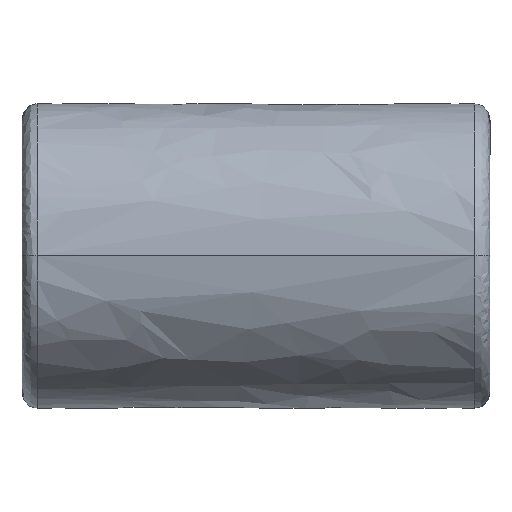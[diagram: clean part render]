
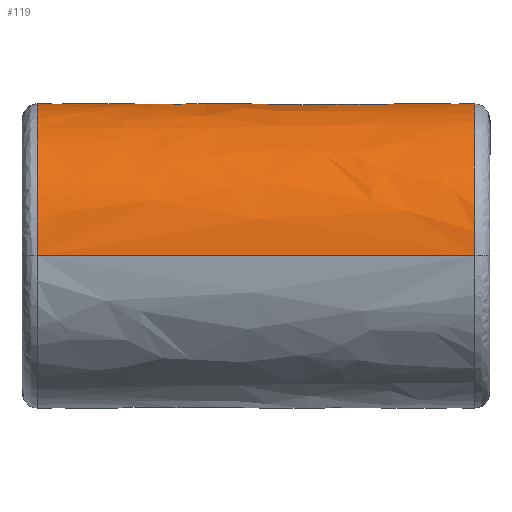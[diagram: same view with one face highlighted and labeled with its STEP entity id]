
A CAD part, top view. The second image highlights one B-rep face of the part: STEP entity #119.
In plain terms, the highlighted free-form (B-spline) face has degree [2, 1] with [5, 2] control points.
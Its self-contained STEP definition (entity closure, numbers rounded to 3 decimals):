
#119 = ADVANCED_FACE('',(#120,#162,#204),#268,.T.);
#120 = FACE_BOUND('',#121,.T.);
#121 = EDGE_LOOP('',(#122,#147));
#122 = ORIENTED_EDGE('',*,*,#123,.T.);
#123 = EDGE_CURVE('',#124,#126,#128,.T.);
#124 = VERTEX_POINT('',#125);
#125 = CARTESIAN_POINT('',(2.489,1.996,0.887));
#126 = VERTEX_POINT('',#127);
#127 = CARTESIAN_POINT('',(3.81,1.996,0.887));
#128 = B_SPLINE_CURVE_WITH_KNOTS('',3,(#129,#130,#131,#132,#133,#134,
    #135,#136,#137,#138,#139,#140,#141,#142,#143,#144,#145,#146),
  .UNSPECIFIED.,.F.,.F.,(4,2,2,2,2,2,2,2,4),(0.001,
    0.002,0.002,0.003,
    0.003,0.004,0.004,
    0.005,0.005),.UNSPECIFIED.);
#129 = CARTESIAN_POINT('',(2.489,1.996,0.887));
#130 = CARTESIAN_POINT('',(2.423,1.88,0.821)
  );
#131 = CARTESIAN_POINT('',(2.387,1.744,0.751)
  );
#132 = CARTESIAN_POINT('',(2.385,1.465,0.629)
  );
#133 = CARTESIAN_POINT('',(2.42,1.318,0.575)
  );
#134 = CARTESIAN_POINT('',(2.55,1.063,0.495)
  );
#135 = CARTESIAN_POINT('',(2.646,0.95,0.468)
  );
#136 = CARTESIAN_POINT('',(2.878,0.795,0.433)
  );
#137 = CARTESIAN_POINT('',(3.013,0.752,0.425)
  );
#138 = CARTESIAN_POINT('',(3.284,0.752,0.425));
#139 = CARTESIAN_POINT('',(3.42,0.795,0.433));
#140 = CARTESIAN_POINT('',(3.652,0.949,0.467)
  );
#141 = CARTESIAN_POINT('',(3.748,1.06,0.495)
  );
#142 = CARTESIAN_POINT('',(3.88,1.318,0.575)
  );
#143 = CARTESIAN_POINT('',(3.914,1.462,0.628)
  );
#144 = CARTESIAN_POINT('',(3.912,1.744,0.751)
  );
#145 = CARTESIAN_POINT('',(3.876,1.88,0.821)
  );
#146 = CARTESIAN_POINT('',(3.81,1.996,0.887));
#147 = ORIENTED_EDGE('',*,*,#148,.T.);
#148 = EDGE_CURVE('',#126,#124,#149,.T.);
#149 = B_SPLINE_CURVE_WITH_KNOTS('',3,(#150,#151,#152,#153,#154,#155,
    #156,#157,#158,#159,#160,#161),.UNSPECIFIED.,.F.,.F.,(4,2,2,2,2,4),(
    0.005,0.006,0.006,
    0.006,0.007,0.007),
  .UNSPECIFIED.);
#150 = CARTESIAN_POINT('',(3.81,1.996,0.887));
#151 = CARTESIAN_POINT('',(3.744,2.11,0.953)
  );
#152 = CARTESIAN_POINT('',(3.648,2.204,1.015)
  );
#153 = CARTESIAN_POINT('',(3.418,2.332,1.103)
  );
#154 = CARTESIAN_POINT('',(3.285,2.366,1.129)
  );
#155 = CARTESIAN_POINT('',(3.082,2.366,1.129)
  );
#156 = CARTESIAN_POINT('',(3.016,2.358,1.123)
  );
#157 = CARTESIAN_POINT('',(2.887,2.325,1.099)
  );
#158 = CARTESIAN_POINT('',(2.824,2.3,1.081)
  );
#159 = CARTESIAN_POINT('',(2.652,2.205,1.016)
  );
#160 = CARTESIAN_POINT('',(2.555,2.11,0.953)
  );
#161 = CARTESIAN_POINT('',(2.489,1.996,0.887));
#162 = FACE_BOUND('',#163,.T.);
#163 = EDGE_LOOP('',(#164,#189));
#164 = ORIENTED_EDGE('',*,*,#165,.T.);
#165 = EDGE_CURVE('',#166,#168,#170,.T.);
#166 = VERTEX_POINT('',#167);
#167 = CARTESIAN_POINT('',(-3.81,1.996,0.887));
#168 = VERTEX_POINT('',#169);
#169 = CARTESIAN_POINT('',(-2.489,1.996,0.887));
#170 = B_SPLINE_CURVE_WITH_KNOTS('',3,(#171,#172,#173,#174,#175,#176,
    #177,#178,#179,#180,#181,#182,#183,#184,#185,#186,#187,#188),
  .UNSPECIFIED.,.F.,.F.,(4,2,2,2,2,2,2,2,4),(0.001,
    0.002,0.002,0.003,
    0.003,0.004,0.004,
    0.005,0.005),.UNSPECIFIED.);
#171 = CARTESIAN_POINT('',(-3.81,1.996,0.887));
#172 = CARTESIAN_POINT('',(-3.876,1.88,0.821
    ));
#173 = CARTESIAN_POINT('',(-3.912,1.744,0.751)
  );
#174 = CARTESIAN_POINT('',(-3.914,1.465,0.629
    ));
#175 = CARTESIAN_POINT('',(-3.879,1.318,0.575)
  );
#176 = CARTESIAN_POINT('',(-3.75,1.063,0.495
    ));
#177 = CARTESIAN_POINT('',(-3.653,0.95,0.468
    ));
#178 = CARTESIAN_POINT('',(-3.421,0.795,0.433)
  );
#179 = CARTESIAN_POINT('',(-3.286,0.752,0.425)
  );
#180 = CARTESIAN_POINT('',(-3.015,0.752,0.425)
  );
#181 = CARTESIAN_POINT('',(-2.879,0.795,0.433)
  );
#182 = CARTESIAN_POINT('',(-2.647,0.949,0.467
    ));
#183 = CARTESIAN_POINT('',(-2.551,1.06,0.495
    ));
#184 = CARTESIAN_POINT('',(-2.42,1.318,0.575
    ));
#185 = CARTESIAN_POINT('',(-2.386,1.462,0.628
    ));
#186 = CARTESIAN_POINT('',(-2.387,1.744,0.751)
  );
#187 = CARTESIAN_POINT('',(-2.423,1.88,0.821
    ));
#188 = CARTESIAN_POINT('',(-2.489,1.996,0.887));
#189 = ORIENTED_EDGE('',*,*,#190,.T.);
#190 = EDGE_CURVE('',#168,#166,#191,.T.);
#191 = B_SPLINE_CURVE_WITH_KNOTS('',3,(#192,#193,#194,#195,#196,#197,
    #198,#199,#200,#201,#202,#203),.UNSPECIFIED.,.F.,.F.,(4,2,2,2,2,4),(
    0.005,0.006,0.006,
    0.006,0.007,0.007),
  .UNSPECIFIED.);
#192 = CARTESIAN_POINT('',(-2.489,1.996,0.887));
#193 = CARTESIAN_POINT('',(-2.555,2.11,0.953)
  );
#194 = CARTESIAN_POINT('',(-2.651,2.204,1.015
    ));
#195 = CARTESIAN_POINT('',(-2.881,2.332,1.103
    ));
#196 = CARTESIAN_POINT('',(-3.014,2.366,1.129
    ));
#197 = CARTESIAN_POINT('',(-3.217,2.366,1.129
    ));
#198 = CARTESIAN_POINT('',(-3.283,2.358,1.123)
  );
#199 = CARTESIAN_POINT('',(-3.413,2.325,1.099
    ));
#200 = CARTESIAN_POINT('',(-3.475,2.3,1.081
    ));
#201 = CARTESIAN_POINT('',(-3.647,2.205,1.016
    ));
#202 = CARTESIAN_POINT('',(-3.744,2.11,0.953
    ));
#203 = CARTESIAN_POINT('',(-3.81,1.996,0.887));
#204 = FACE_BOUND('',#205,.T.);
#205 = EDGE_LOOP('',(#206,#218,#225,#235,#242,#249,#256,#263));
#206 = ORIENTED_EDGE('',*,*,#207,.T.);
#207 = EDGE_CURVE('',#208,#210,#212,.T.);
#208 = VERTEX_POINT('',#209);
#209 = CARTESIAN_POINT('',(-5.748,0.,0.354));
#210 = VERTEX_POINT('',#211);
#211 = CARTESIAN_POINT('',(-5.748,0.,8.354));
#212 = ( BOUNDED_CURVE() B_SPLINE_CURVE(2,(#213,#214,#215,#216,#217),
.UNSPECIFIED.,.F.,.F.) B_SPLINE_CURVE_WITH_KNOTS((3,2,3),(0.,
1.571,3.142),.PIECEWISE_BEZIER_KNOTS.) CURVE() 
GEOMETRIC_REPRESENTATION_ITEM() RATIONAL_B_SPLINE_CURVE((1.,
0.707,1.,0.707,1.)) REPRESENTATION_ITEM('') );
#213 = CARTESIAN_POINT('',(-5.748,0.,0.354));
#214 = CARTESIAN_POINT('',(-5.748,4.,0.354));
#215 = CARTESIAN_POINT('',(-5.748,4.,4.354));
#216 = CARTESIAN_POINT('',(-5.748,4.,8.354));
#217 = CARTESIAN_POINT('',(-5.748,0.,8.354));
#218 = ORIENTED_EDGE('',*,*,#219,.T.);
#219 = EDGE_CURVE('',#210,#220,#222,.T.);
#220 = VERTEX_POINT('',#221);
#221 = CARTESIAN_POINT('',(5.748,0.,8.354));
#222 = B_SPLINE_CURVE_WITH_KNOTS('',1,(#223,#224),.UNSPECIFIED.,.F.,.F.,
  (2,2),(-7.3,7.3),.PIECEWISE_BEZIER_KNOTS.);
#223 = CARTESIAN_POINT('',(-5.748,0.,8.354));
#224 = CARTESIAN_POINT('',(5.748,0.,8.354));
#225 = ORIENTED_EDGE('',*,*,#226,.T.);
#226 = EDGE_CURVE('',#220,#227,#229,.T.);
#227 = VERTEX_POINT('',#228);
#228 = CARTESIAN_POINT('',(5.748,0.,0.354));
#229 = ( BOUNDED_CURVE() B_SPLINE_CURVE(2,(#230,#231,#232,#233,#234),
.UNSPECIFIED.,.F.,.F.) B_SPLINE_CURVE_WITH_KNOTS((3,2,3),(3.142,
4.712,6.283),.PIECEWISE_BEZIER_KNOTS.) CURVE() 
GEOMETRIC_REPRESENTATION_ITEM() RATIONAL_B_SPLINE_CURVE((1.,
0.707,1.,0.707,1.)) REPRESENTATION_ITEM('') );
#230 = CARTESIAN_POINT('',(5.748,0.,8.354));
#231 = CARTESIAN_POINT('',(5.748,4.,8.354));
#232 = CARTESIAN_POINT('',(5.748,4.,4.354));
#233 = CARTESIAN_POINT('',(5.748,4.,0.354));
#234 = CARTESIAN_POINT('',(5.748,0.,0.354));
#235 = ORIENTED_EDGE('',*,*,#236,.F.);
#236 = EDGE_CURVE('',#237,#227,#239,.T.);
#237 = VERTEX_POINT('',#238);
#238 = CARTESIAN_POINT('',(5.32,0.,0.354));
#239 = B_SPLINE_CURVE_WITH_KNOTS('',1,(#240,#241),.UNSPECIFIED.,.F.,.F.,
  (2,2),(-7.3,7.3),.PIECEWISE_BEZIER_KNOTS.);
#240 = CARTESIAN_POINT('',(-5.748,0.,0.354));
#241 = CARTESIAN_POINT('',(5.748,0.,0.354));
#242 = ORIENTED_EDGE('',*,*,#243,.F.);
#243 = EDGE_CURVE('',#244,#237,#246,.T.);
#244 = VERTEX_POINT('',#245);
#245 = CARTESIAN_POINT('',(4.68,0.,0.354));
#246 = B_SPLINE_CURVE_WITH_KNOTS('',1,(#247,#248),.UNSPECIFIED.,.F.,.F.,
  (2,2),(-7.3,7.3),.PIECEWISE_BEZIER_KNOTS.);
#247 = CARTESIAN_POINT('',(-5.748,0.,0.354));
#248 = CARTESIAN_POINT('',(5.748,0.,0.354));
#249 = ORIENTED_EDGE('',*,*,#250,.F.);
#250 = EDGE_CURVE('',#251,#244,#253,.T.);
#251 = VERTEX_POINT('',#252);
#252 = CARTESIAN_POINT('',(-4.68,0.,0.354));
#253 = B_SPLINE_CURVE_WITH_KNOTS('',1,(#254,#255),.UNSPECIFIED.,.F.,.F.,
  (2,2),(-7.3,7.3),.PIECEWISE_BEZIER_KNOTS.);
#254 = CARTESIAN_POINT('',(-5.748,0.,0.354));
#255 = CARTESIAN_POINT('',(5.748,0.,0.354));
#256 = ORIENTED_EDGE('',*,*,#257,.F.);
#257 = EDGE_CURVE('',#258,#251,#260,.T.);
#258 = VERTEX_POINT('',#259);
#259 = CARTESIAN_POINT('',(-5.32,0.,0.354));
#260 = B_SPLINE_CURVE_WITH_KNOTS('',1,(#261,#262),.UNSPECIFIED.,.F.,.F.,
  (2,2),(-7.3,7.3),.PIECEWISE_BEZIER_KNOTS.);
#261 = CARTESIAN_POINT('',(-5.748,0.,0.354));
#262 = CARTESIAN_POINT('',(5.748,0.,0.354));
#263 = ORIENTED_EDGE('',*,*,#264,.F.);
#264 = EDGE_CURVE('',#208,#258,#265,.T.);
#265 = B_SPLINE_CURVE_WITH_KNOTS('',1,(#266,#267),.UNSPECIFIED.,.F.,.F.,
  (2,2),(-7.3,7.3),.PIECEWISE_BEZIER_KNOTS.);
#266 = CARTESIAN_POINT('',(-5.748,0.,0.354));
#267 = CARTESIAN_POINT('',(5.748,0.,0.354));
#268 = ( BOUNDED_SURFACE() B_SPLINE_SURFACE(2,1,(
    (#269,#270)
    ,(#271,#272)
    ,(#273,#274)
    ,(#275,#276)
,(#277,#278
    )),.UNSPECIFIED.,.F.,.F.,.F.) B_SPLINE_SURFACE_WITH_KNOTS((3,2,3),(2
    ,2),(0.,1.571,3.142),(-7.3,7.3),
.PIECEWISE_BEZIER_KNOTS.) GEOMETRIC_REPRESENTATION_ITEM() 
RATIONAL_B_SPLINE_SURFACE((
    (1.,1.)
    ,(0.707,0.707)
    ,(1.,1.)
    ,(0.707,0.707)
,(1.,1.))) REPRESENTATION_ITEM('') SURFACE() );
#269 = CARTESIAN_POINT('',(-5.748,0.,0.354));
#270 = CARTESIAN_POINT('',(5.748,0.,0.354));
#271 = CARTESIAN_POINT('',(-5.748,4.,0.354));
#272 = CARTESIAN_POINT('',(5.748,4.,0.354));
#273 = CARTESIAN_POINT('',(-5.748,4.,4.354));
#274 = CARTESIAN_POINT('',(5.748,4.,4.354));
#275 = CARTESIAN_POINT('',(-5.748,4.,8.354));
#276 = CARTESIAN_POINT('',(5.748,4.,8.354));
#277 = CARTESIAN_POINT('',(-5.748,0.,8.354));
#278 = CARTESIAN_POINT('',(5.748,0.,8.354));
